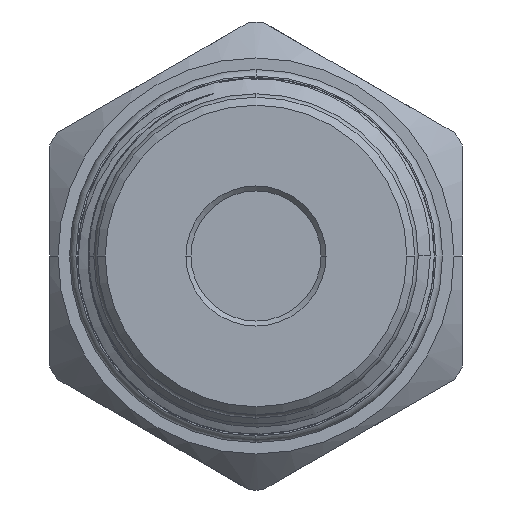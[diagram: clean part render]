
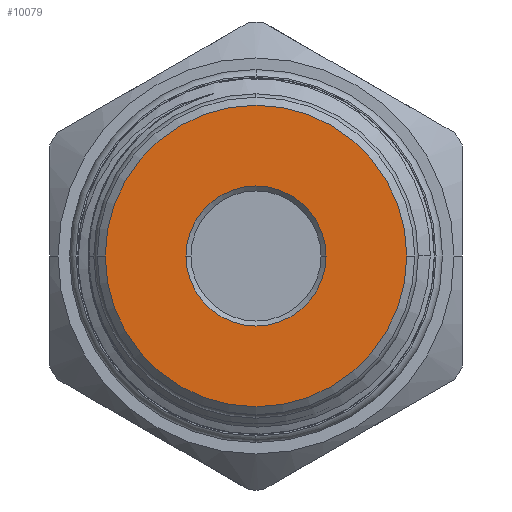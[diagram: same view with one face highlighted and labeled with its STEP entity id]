
A CAD part, left-side view. The second image highlights one B-rep face of the part: STEP entity #10079.
In plain terms, the highlighted planar face has unit normal (-1, 0, 0).
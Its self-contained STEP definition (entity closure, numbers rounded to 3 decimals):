
#357 = CARTESIAN_POINT ( 'NONE',  ( -0.596, 0., 0. ) ) ;
#426 = DIRECTION ( 'NONE',  ( 0., -1., 0. ) ) ;
#661 = DIRECTION ( 'NONE',  ( 0., -1., 0. ) ) ;
#778 = VERTEX_POINT ( 'NONE', #11742 ) ;
#790 = CARTESIAN_POINT ( 'NONE',  ( -0.596, 15.075, 0. ) ) ;
#1078 = DIRECTION ( 'NONE',  ( -1., 0., 0. ) ) ;
#1490 = DIRECTION ( 'NONE',  ( 0., -1., 0. ) ) ;
#1627 = CARTESIAN_POINT ( 'NONE',  ( -0.596, 0., 0. ) ) ;
#2464 = DIRECTION ( 'NONE',  ( 1., 0., 0. ) ) ;
#2590 = DIRECTION ( 'NONE',  ( 1., 0., 0. ) ) ;
#3316 = DIRECTION ( 'NONE',  ( -1., 0., 0. ) ) ;
#3427 = AXIS2_PLACEMENT_3D ( 'NONE', #4274, #3316, #1490 ) ;
#4178 = PLANE ( 'NONE',  #6040 ) ;
#4274 = CARTESIAN_POINT ( 'NONE',  ( -0.596, 0., 0. ) ) ;
#4278 = EDGE_CURVE ( 'NONE', #7970, #8033, #12023, .T. ) ;
#4498 = DIRECTION ( 'NONE',  ( 0., -1., 0. ) ) ;
#5258 = VERTEX_POINT ( 'NONE', #790 ) ;
#5292 = EDGE_CURVE ( 'NONE', #5258, #778, #7413, .T. ) ;
#5444 = ORIENTED_EDGE ( 'NONE', *, *, #5292, .T. ) ;
#5587 = EDGE_LOOP ( 'NONE', ( #11385, #11277 ) ) ;
#5755 = CARTESIAN_POINT ( 'NONE',  ( -0.596, -7., 0. ) ) ;
#6008 = CIRCLE ( 'NONE', #7589, 7. ) ;
#6040 = AXIS2_PLACEMENT_3D ( 'NONE', #357, #2590, #4498 ) ;
#6084 = FACE_BOUND ( 'NONE', #5587, .T. ) ;
#6436 = CARTESIAN_POINT ( 'NONE',  ( -0.596, 0., 0. ) ) ;
#6899 = CIRCLE ( 'NONE', #3427, 15.075 ) ;
#7072 = DIRECTION ( 'NONE',  ( 0., -1., 0. ) ) ;
#7413 = CIRCLE ( 'NONE', #10289, 15.075 ) ;
#7589 = AXIS2_PLACEMENT_3D ( 'NONE', #1627, #8620, #661 ) ;
#7970 = VERTEX_POINT ( 'NONE', #9477 ) ;
#8033 = VERTEX_POINT ( 'NONE', #5755 ) ;
#8620 = DIRECTION ( 'NONE',  ( 1., 0., 0. ) ) ;
#8778 = ORIENTED_EDGE ( 'NONE', *, *, #9152, .T. ) ;
#9152 = EDGE_CURVE ( 'NONE', #778, #5258, #6899, .T. ) ;
#9477 = CARTESIAN_POINT ( 'NONE',  ( -0.596, 7., 0. ) ) ;
#9963 = CARTESIAN_POINT ( 'NONE',  ( -0.596, 0., 0. ) ) ;
#10079 = ADVANCED_FACE ( 'NONE', ( #6084, #13047 ), #4178, .F. ) ;
#10289 = AXIS2_PLACEMENT_3D ( 'NONE', #9963, #1078, #7072 ) ;
#11076 = EDGE_CURVE ( 'NONE', #8033, #7970, #6008, .T. ) ;
#11277 = ORIENTED_EDGE ( 'NONE', *, *, #11076, .T. ) ;
#11385 = ORIENTED_EDGE ( 'NONE', *, *, #4278, .T. ) ;
#11742 = CARTESIAN_POINT ( 'NONE',  ( -0.596, -15.075, 0. ) ) ;
#12023 = CIRCLE ( 'NONE', #12907, 7. ) ;
#12907 = AXIS2_PLACEMENT_3D ( 'NONE', #6436, #2464, #426 ) ;
#13047 = FACE_OUTER_BOUND ( 'NONE', #13076, .T. ) ;
#13076 = EDGE_LOOP ( 'NONE', ( #8778, #5444 ) ) ;
